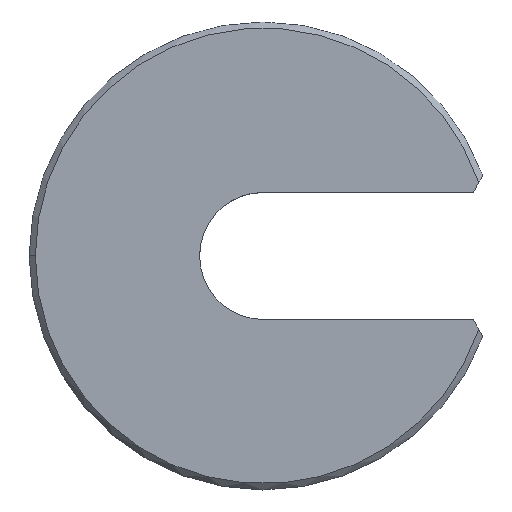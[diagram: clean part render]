
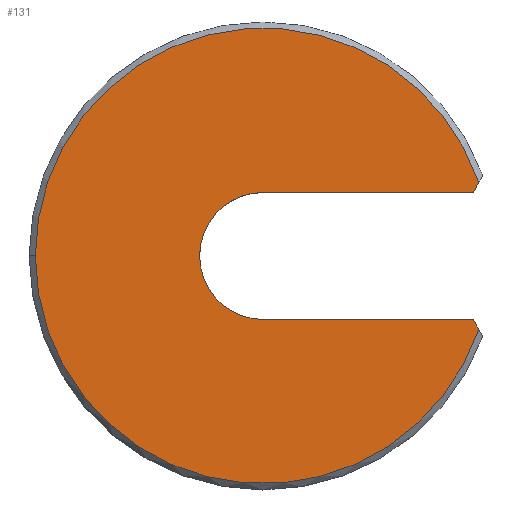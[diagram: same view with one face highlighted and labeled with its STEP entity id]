
A CAD part, top view. The second image highlights one B-rep face of the part: STEP entity #131.
In plain terms, the highlighted planar face has unit normal (0, 0, 1).
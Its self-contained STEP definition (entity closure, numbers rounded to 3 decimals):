
#1 = DIRECTION ( 'NONE',  ( 1., 0., 0. ) ) ;
#6 = AXIS2_PLACEMENT_3D ( 'NONE', #18, #51, #50 ) ;
#8 = CARTESIAN_POINT ( 'NONE',  ( 17.516, -5.954, 0. ) ) ;
#18 = CARTESIAN_POINT ( 'NONE',  ( 0., 0., 0. ) ) ;
#29 = CIRCLE ( 'NONE', #6, 18.5 ) ;
#50 = DIRECTION ( 'NONE',  ( 1., 0., 0. ) ) ;
#51 = DIRECTION ( 'NONE',  ( 0., 0., 1. ) ) ;
#66 = EDGE_CURVE ( 'NONE', #197, #68, #29, .T. ) ;
#68 = VERTEX_POINT ( 'NONE', #8 ) ;
#86 = ORIENTED_EDGE ( 'NONE', *, *, #159, .T. ) ;
#88 = AXIS2_PLACEMENT_3D ( 'NONE', #100, #98, #1 ) ;
#96 = CARTESIAN_POINT ( 'NONE',  ( 17.516, 5.954, 0. ) ) ;
#98 = DIRECTION ( 'NONE',  ( 0., 0., 1. ) ) ;
#99 = FACE_OUTER_BOUND ( 'NONE', #126, .T. ) ;
#100 = CARTESIAN_POINT ( 'NONE',  ( 0., 0., 0. ) ) ;
#101 = CARTESIAN_POINT ( 'NONE',  ( 17.07, 5.159, 0. ) ) ;
#111 = PLANE ( 'NONE',  #88 ) ;
#126 = EDGE_LOOP ( 'NONE', ( #136, #143, #132, #176, #86, #168, #181 ) ) ;
#127 = VERTEX_POINT ( 'NONE', #101 ) ;
#130 = VERTEX_POINT ( 'NONE', #96 ) ;
#131 = ADVANCED_FACE ( 'NONE', ( #99 ), #111, .T. ) ;
#132 = ORIENTED_EDGE ( 'NONE', *, *, #135, .T. ) ;
#134 = VERTEX_POINT ( 'NONE', #236 ) ;
#135 = EDGE_CURVE ( 'NONE', #130, #197, #316, .T. ) ;
#136 = ORIENTED_EDGE ( 'NONE', *, *, #138, .F. ) ;
#137 = EDGE_CURVE ( 'NONE', #127, #130, #291, .T. ) ;
#138 = EDGE_CURVE ( 'NONE', #127, #134, #287, .T. ) ;
#143 = ORIENTED_EDGE ( 'NONE', *, *, #137, .T. ) ;
#159 = EDGE_CURVE ( 'NONE', #68, #165, #273, .T. ) ;
#164 = EDGE_CURVE ( 'NONE', #175, #165, #254, .T. ) ;
#165 = VERTEX_POINT ( 'NONE', #265 ) ;
#168 = ORIENTED_EDGE ( 'NONE', *, *, #164, .F. ) ;
#169 = EDGE_CURVE ( 'NONE', #134, #175, #271, .T. ) ;
#175 = VERTEX_POINT ( 'NONE', #250 ) ;
#176 = ORIENTED_EDGE ( 'NONE', *, *, #66, .T. ) ;
#181 = ORIENTED_EDGE ( 'NONE', *, *, #169, .F. ) ;
#197 = VERTEX_POINT ( 'NONE', #214 ) ;
#214 = CARTESIAN_POINT ( 'NONE',  ( -18.5, 0., 0. ) ) ;
#236 = CARTESIAN_POINT ( 'NONE',  ( 0., 5.159, 0. ) ) ;
#245 = DIRECTION ( 'NONE',  ( 1., 0., 0. ) ) ;
#246 = DIRECTION ( 'NONE',  ( 0., 0., 1. ) ) ;
#247 = CARTESIAN_POINT ( 'NONE',  ( 0., 0., 0. ) ) ;
#250 = CARTESIAN_POINT ( 'NONE',  ( 0., -5.159, 0. ) ) ;
#251 = DIRECTION ( 'NONE',  ( 1., 0., 0. ) ) ;
#252 = VECTOR ( 'NONE', #251, 1000. ) ;
#253 = CARTESIAN_POINT ( 'NONE',  ( 19., -5.159, 0. ) ) ;
#254 = LINE ( 'NONE', #253, #252 ) ;
#255 = AXIS2_PLACEMENT_3D ( 'NONE', #247, #246, #245 ) ;
#265 = CARTESIAN_POINT ( 'NONE',  ( 17.07, -5.159, 0. ) ) ;
#269 = DIRECTION ( 'NONE',  ( -0.489, 0.873, 0. ) ) ;
#271 = CIRCLE ( 'NONE', #255, 5.159 ) ;
#272 = VECTOR ( 'NONE', #269, 1000. ) ;
#273 = LINE ( 'NONE', #317, #272 ) ;
#284 = DIRECTION ( 'NONE',  ( -1., 0., 0. ) ) ;
#285 = VECTOR ( 'NONE', #284, 1000. ) ;
#286 = CARTESIAN_POINT ( 'NONE',  ( 0., 5.159, 0. ) ) ;
#287 = LINE ( 'NONE', #286, #285 ) ;
#288 = DIRECTION ( 'NONE',  ( 0.489, 0.873, 0. ) ) ;
#289 = VECTOR ( 'NONE', #288, 1000. ) ;
#290 = CARTESIAN_POINT ( 'NONE',  ( 10.797, -6.045, 0. ) ) ;
#291 = LINE ( 'NONE', #290, #289 ) ;
#292 = DIRECTION ( 'NONE',  ( 1., 0., 0. ) ) ;
#313 = DIRECTION ( 'NONE',  ( 0., 0., 1. ) ) ;
#314 = CARTESIAN_POINT ( 'NONE',  ( 0., 0., 0. ) ) ;
#315 = AXIS2_PLACEMENT_3D ( 'NONE', #314, #313, #292 ) ;
#316 = CIRCLE ( 'NONE', #315, 18.5 ) ;
#317 = CARTESIAN_POINT ( 'NONE',  ( 10.797, 6.045, 0. ) ) ;
